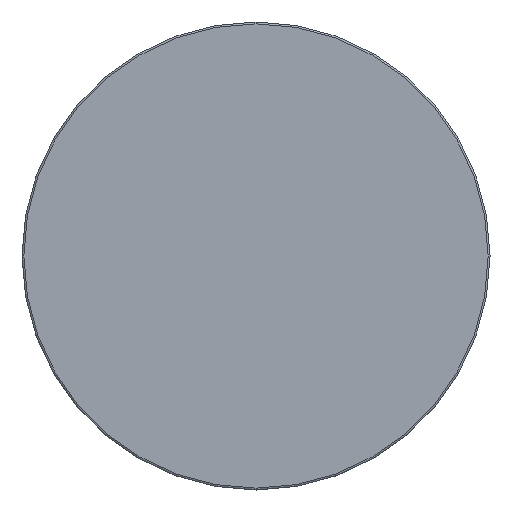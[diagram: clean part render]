
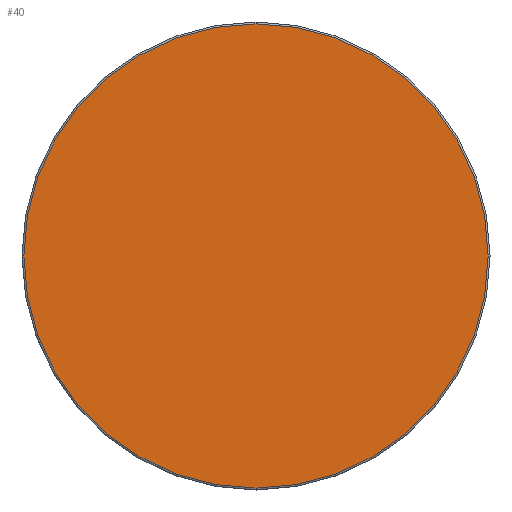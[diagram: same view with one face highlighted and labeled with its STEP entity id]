
A CAD part, front view. The second image highlights one B-rep face of the part: STEP entity #40.
In plain terms, the highlighted planar face has unit normal (0, -1, 0).
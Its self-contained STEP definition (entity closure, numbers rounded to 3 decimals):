
#3 = DIRECTION ( 'NONE',  ( 0., -1., 0. ) ) ;
#38 = CARTESIAN_POINT ( 'NONE',  ( 0., 0., -37.2 ) ) ;
#40 = ADVANCED_FACE ( 'NONE', ( #274 ), #573, .F. ) ;
#69 = CARTESIAN_POINT ( 'NONE',  ( 0., 0., 0. ) ) ;
#121 = EDGE_CURVE ( 'NONE', #170, #412, #369, .T. ) ;
#169 = DIRECTION ( 'NONE',  ( 0., 0., 1. ) ) ;
#170 = VERTEX_POINT ( 'NONE', #248 ) ;
#187 = ORIENTED_EDGE ( 'NONE', *, *, #121, .T. ) ;
#196 = CARTESIAN_POINT ( 'NONE',  ( 0., 0., 0. ) ) ;
#205 = DIRECTION ( 'NONE',  ( 0., -1., 0. ) ) ;
#221 = ORIENTED_EDGE ( 'NONE', *, *, #541, .T. ) ;
#243 = DIRECTION ( 'NONE',  ( 0., 0., 1. ) ) ;
#248 = CARTESIAN_POINT ( 'NONE',  ( 0., 0., 37.2 ) ) ;
#255 = DIRECTION ( 'NONE',  ( 0., 1., 0. ) ) ;
#274 = FACE_OUTER_BOUND ( 'NONE', #335, .T. ) ;
#315 = CIRCLE ( 'NONE', #332, 37.2 ) ;
#332 = AXIS2_PLACEMENT_3D ( 'NONE', #196, #3, #243 ) ;
#335 = EDGE_LOOP ( 'NONE', ( #187, #221 ) ) ;
#343 = DIRECTION ( 'NONE',  ( 0., 0., 1. ) ) ;
#357 = AXIS2_PLACEMENT_3D ( 'NONE', #383, #205, #169 ) ;
#369 = CIRCLE ( 'NONE', #357, 37.2 ) ;
#383 = CARTESIAN_POINT ( 'NONE',  ( 0., 0., 0. ) ) ;
#394 = AXIS2_PLACEMENT_3D ( 'NONE', #69, #255, #343 ) ;
#412 = VERTEX_POINT ( 'NONE', #38 ) ;
#541 = EDGE_CURVE ( 'NONE', #412, #170, #315, .T. ) ;
#573 = PLANE ( 'NONE',  #394 ) ;
